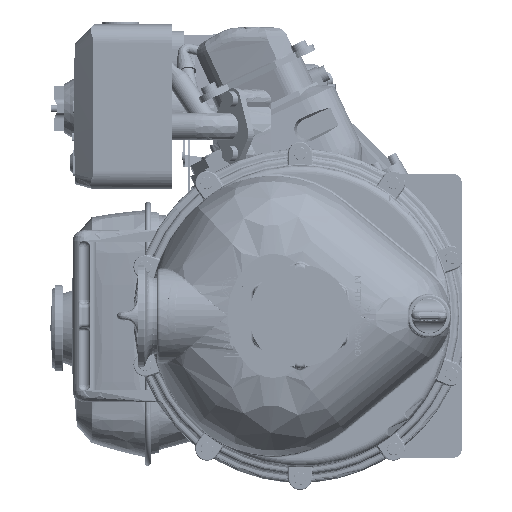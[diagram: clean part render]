
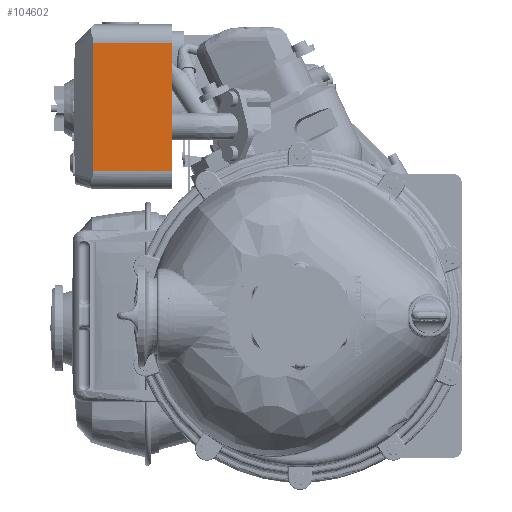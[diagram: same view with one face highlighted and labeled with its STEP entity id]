
A CAD part, left-side view. The second image highlights one B-rep face of the part: STEP entity #104602.
In plain terms, the highlighted face is planar.
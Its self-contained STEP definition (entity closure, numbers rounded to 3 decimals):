
#10919=CIRCLE('',#113404,1985.);
#16686=FACE_OUTER_BOUND('',#23281,.T.);
#23281=EDGE_LOOP('',(#95681,#95682,#95683,#95684));
#30160=LINE('',#235398,#37039);
#30227=LINE('',#236248,#37106);
#30228=LINE('',#236250,#37107);
#37039=VECTOR('',#137303,104.);
#37106=VECTOR('',#137532,64.319);
#37107=VECTOR('',#137533,64.319);
#50478=VERTEX_POINT('',#235384);
#50484=VERTEX_POINT('',#235396);
#50548=VERTEX_POINT('',#236247);
#50549=VERTEX_POINT('',#236249);
#65552=EDGE_CURVE('',#50478,#50484,#30160,.F.);
#65662=EDGE_CURVE('',#50478,#50548,#30227,.T.);
#65663=EDGE_CURVE('',#50484,#50549,#30228,.T.);
#65664=EDGE_CURVE('',#50549,#50548,#10919,.T.);
#95681=ORIENTED_EDGE('',*,*,#65662,.F.);
#95682=ORIENTED_EDGE('',*,*,#65552,.T.);
#95683=ORIENTED_EDGE('',*,*,#65663,.T.);
#95684=ORIENTED_EDGE('',*,*,#65664,.T.);
#98857=PLANE('',#113403);
#104602=ADVANCED_FACE('',(#16686),#98857,.F.);
#113403=AXIS2_PLACEMENT_3D('',#236246,#137530,#137531);
#113404=AXIS2_PLACEMENT_3D('',#236251,#137534,#137535);
#137303=DIRECTION('',(-1.,0.,0.));
#137530=DIRECTION('center_axis',(0.,1.,0.));
#137531=DIRECTION('ref_axis',(0.,0.,1.));
#137532=DIRECTION('',(0.,0.,1.));
#137533=DIRECTION('',(0.,0.,1.));
#137534=DIRECTION('center_axis',(0.,-1.,0.));
#137535=DIRECTION('ref_axis',(-0.026,0.,1.));
#235384=CARTESIAN_POINT('',(117.978,-88.66,129.25));
#235396=CARTESIAN_POINT('',(221.979,-88.66,129.25));
#235398=CARTESIAN_POINT('',(221.979,-88.66,129.25));
#236246=CARTESIAN_POINT('Origin',(236.979,-88.66,129.25));
#236247=CARTESIAN_POINT('',(117.978,-88.66,193.569));
#236248=CARTESIAN_POINT('',(117.978,-88.66,129.25));
#236249=CARTESIAN_POINT('',(221.979,-88.66,193.569));
#236250=CARTESIAN_POINT('',(221.979,-88.66,129.25));
#236251=CARTESIAN_POINT('Origin',(169.979,-88.66,-1790.75));
